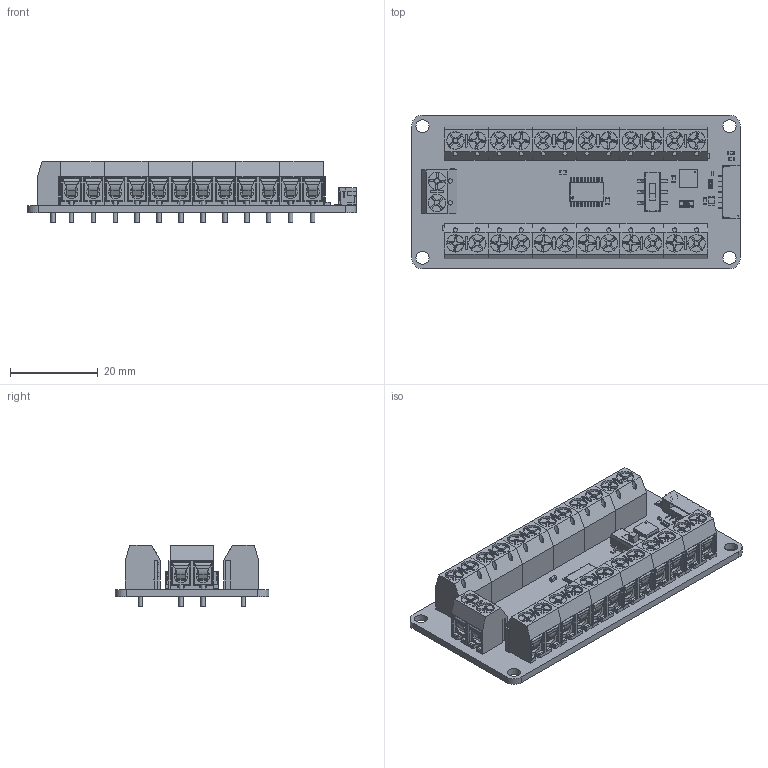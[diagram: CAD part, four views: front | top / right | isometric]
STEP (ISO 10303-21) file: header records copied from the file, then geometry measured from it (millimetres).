
FILE_DESCRIPTION(('FreeCAD Model'),'2;1');
FILE_NAME('io16-v2.step', '2018-07-31T11:55:12',('kicad StepUp'),('ksu MCAD'), 'Open CASCADE STEP processor 7.3','FreeCAD','Unknown');
FILE_SCHEMA(('AUTOMOTIVE_DESIGN { 1 0 10303 214 1 1 1 1 }'));
Length unit declared in the file: millimetre
Products named in the file (32): io16-v2; Board_Geoms; Pcb; Step_Models; Top; TSSOP-24_; 2er_Buchse_; silde_switch_smd_; 2er_Buchse_001; 2er_Buchse_002; 2er_Buchse_003; 2er_Buchse_004; 2er_Buchse_005; 2er_Buchse_006; 2er_Buchse_007; 2er_Buchse_008; 2er_Buchse_009; 2er_Buchse_010; 2er_Buchse_011; 2er_Buchse_012; QFN-24_4x4mm_Pitch0.5mm_; BrickletConn_7pin_; C_0805_; C_0603_; C_0603_001; C_0402_; C_0603_002; C_0603_003; D_0603_blue_; R_0603_; R_4x0603_; Cut_
Assembly tree (31 placements, depth 4):
  io16-v2
    Board_Geoms
      Pcb
    Step_Models
      Top
        TSSOP-24_
        2er_Buchse_
        silde_switch_smd_
        2er_Buchse_001
        2er_Buchse_002
        2er_Buchse_003
        2er_Buchse_004
        2er_Buchse_005
        2er_Buchse_006
        2er_Buchse_007
        2er_Buchse_008
        2er_Buchse_009
        2er_Buchse_010
        2er_Buchse_011
        2er_Buchse_012
        QFN-24_4x4mm_Pitch0.5mm_
        BrickletConn_7pin_
        C_0805_
        C_0603_
        C_0603_001
        C_0402_
        C_0603_002
        C_0603_003
        D_0603_blue_
        R_0603_
        R_4x0603_
        Cut_
Bounding box: 75 x 35 x 14 mm (x, y, z)
Volume: 11544.4 mm3; surface area: 20065.1 mm2
Topology: 32 solids, 32 shells, 4541 faces, 12332 edges, 7936 vertices
Faces by surface type: plane 2917, cylinder 1322, bspline 138, torus 104, sphere 60
Full cylindrical faces by diameter (mm): 1 x52, 1.2 x4, 1.3 x26, 2.4 x52, 3 x30, 3.9 x26, 4 x26
Entity records: 181056 total; most frequent: CARTESIAN_POINT 33445, ORIENTED_EDGE 24544, DIRECTION 23524, EDGE_CURVE 12272, LINE 8914, VECTOR 8914, VERTEX_POINT 7936, AXIS2_PLACEMENT_3D 7305
